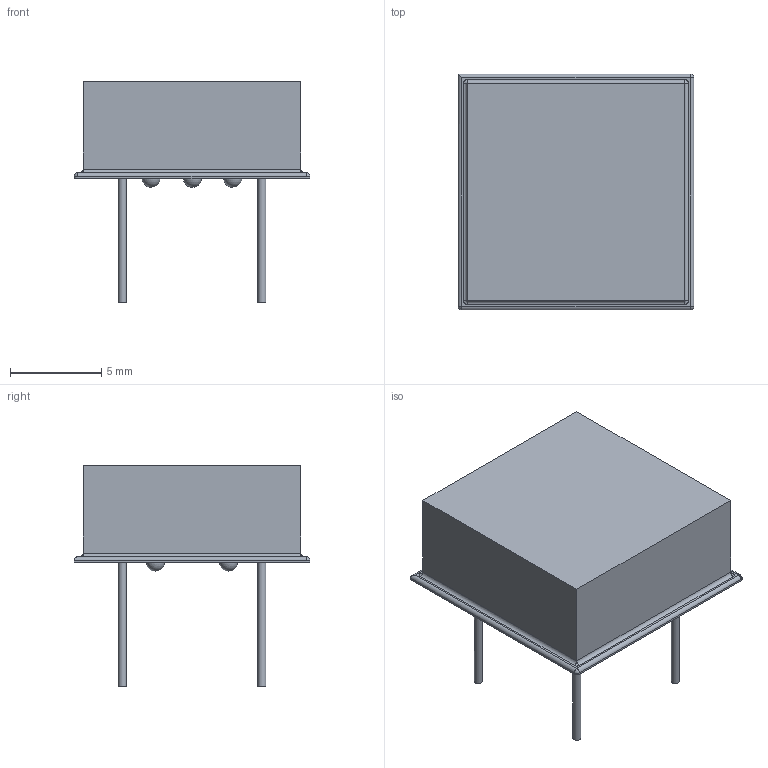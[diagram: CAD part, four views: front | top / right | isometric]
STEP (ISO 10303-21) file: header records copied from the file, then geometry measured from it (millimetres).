
FILE_DESCRIPTION(('STEP AP214'), '1');
FILE_NAME('櫻蠉錪', '2020-01-29T12:55:44', ('user'), ('HP Inc.'), 'ASCON STEP Converter 1.3', 'ASCON Math Kernel', '');
FILE_SCHEMA(('AUTOMOTIVE_DESIGN { 1 0 10303 214 3 1 1}'));
Length unit declared in the file: millimetre
Bounding box: 12.9 x 12.9 x 12.1 mm (x, y, z)
Volume: 763 mm3; surface area: 618.5 mm2
Topology: 1 solids, 1 shells, 40 faces, 88 edges, 48 vertices
Faces by surface type: plane 15, cylinder 15, sphere 6, torus 4
Full cylindrical faces by diameter (mm): 0.45 x4
Entity records: 1338 total; most frequent: DIRECTION 187, CARTESIAN_POINT 160, ORIENTED_EDGE 142, AXIS2_PLACEMENT_3D 76, EDGE_CURVE 71, EDGE_LOOP 52, VERTEX_POINT 45, COLOUR_RGB 41
